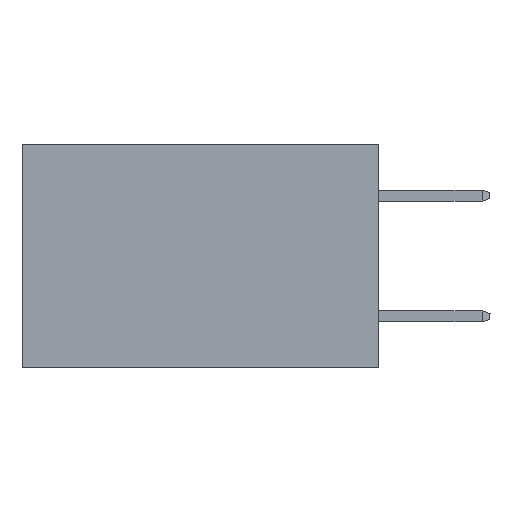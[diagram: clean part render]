
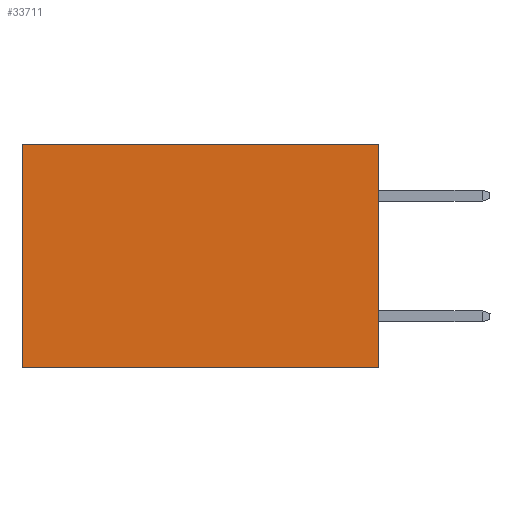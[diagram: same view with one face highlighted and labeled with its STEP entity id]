
A CAD part, left-side view. The second image highlights one B-rep face of the part: STEP entity #33711.
In plain terms, the highlighted planar face has unit normal (-1, 0, 0).
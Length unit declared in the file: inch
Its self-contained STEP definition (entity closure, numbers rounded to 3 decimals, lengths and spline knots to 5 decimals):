
#1164 = EDGE_CURVE ( 'NONE', #26252, #24969, #19592, .T. ) ;
#3522 = EDGE_CURVE ( 'NONE', #26252, #10682, #16594, .T. ) ;
#4751 = EDGE_LOOP ( 'NONE', ( #17932, #23235, #21791, #32046 ) ) ;
#7928 = CARTESIAN_POINT ( 'NONE',  ( 0.277, 0., -0.37 ) ) ;
#8778 = AXIS2_PLACEMENT_3D ( 'NONE', #15353, #34326, #18200 ) ;
#9393 = VECTOR ( 'NONE', #27218, 39.37008 ) ;
#10682 = VERTEX_POINT ( 'NONE', #22772 ) ;
#10689 = VECTOR ( 'NONE', #24189, 39.37008 ) ;
#11224 = VECTOR ( 'NONE', #17207, 39.37008 ) ;
#11544 = LINE ( 'NONE', #7928, #10689 ) ;
#11760 = VERTEX_POINT ( 'NONE', #19373 ) ;
#14469 = CARTESIAN_POINT ( 'NONE',  ( 0.277, 0.59, -0.37 ) ) ;
#15353 = CARTESIAN_POINT ( 'NONE',  ( 0.277, 0., -0.37 ) ) ;
#15462 = PLANE ( 'NONE',  #8778 ) ;
#16594 = LINE ( 'NONE', #27259, #9393 ) ;
#16741 = CARTESIAN_POINT ( 'NONE',  ( 0.277, 0., -0.37 ) ) ;
#17207 = DIRECTION ( 'NONE',  ( 0., 0., -1. ) ) ;
#17932 = ORIENTED_EDGE ( 'NONE', *, *, #34761, .T. ) ;
#18200 = DIRECTION ( 'NONE',  ( 0., 0., -1. ) ) ;
#19373 = CARTESIAN_POINT ( 'NONE',  ( 0.277, 0.59, -0.37 ) ) ;
#19592 = LINE ( 'NONE', #27143, #24285 ) ;
#21070 = EDGE_CURVE ( 'NONE', #24969, #11760, #11544, .T. ) ;
#21791 = ORIENTED_EDGE ( 'NONE', *, *, #1164, .F. ) ;
#22772 = CARTESIAN_POINT ( 'NONE',  ( 0.277, 0.59, 0. ) ) ;
#22996 = CARTESIAN_POINT ( 'NONE',  ( 0.277, 0., 0. ) ) ;
#23235 = ORIENTED_EDGE ( 'NONE', *, *, #21070, .F. ) ;
#24189 = DIRECTION ( 'NONE',  ( 0., 1., 0. ) ) ;
#24285 = VECTOR ( 'NONE', #26919, 39.37008 ) ;
#24485 = FACE_OUTER_BOUND ( 'NONE', #4751, .T. ) ;
#24969 = VERTEX_POINT ( 'NONE', #16741 ) ;
#26252 = VERTEX_POINT ( 'NONE', #22996 ) ;
#26919 = DIRECTION ( 'NONE',  ( 0., 0., -1. ) ) ;
#27143 = CARTESIAN_POINT ( 'NONE',  ( 0.277, 0., -0.37 ) ) ;
#27218 = DIRECTION ( 'NONE',  ( 0., 1., 0. ) ) ;
#27259 = CARTESIAN_POINT ( 'NONE',  ( 0.277, 0., 0. ) ) ;
#32046 = ORIENTED_EDGE ( 'NONE', *, *, #3522, .T. ) ;
#32773 = LINE ( 'NONE', #14469, #11224 ) ;
#33711 = ADVANCED_FACE ( 'NONE', ( #24485 ), #15462, .F. ) ;
#34326 = DIRECTION ( 'NONE',  ( 1., 0., 0. ) ) ;
#34761 = EDGE_CURVE ( 'NONE', #10682, #11760, #32773, .T. ) ;
